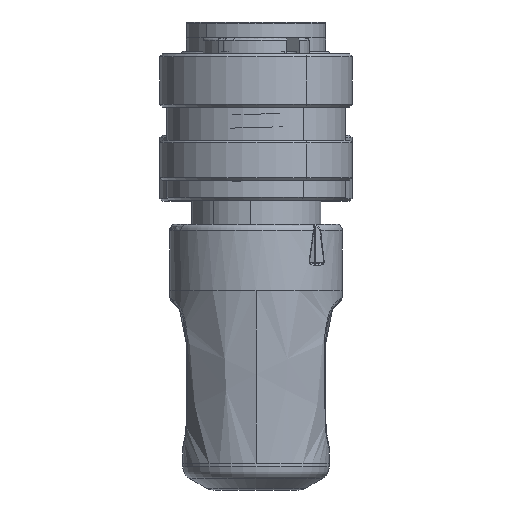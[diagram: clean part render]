
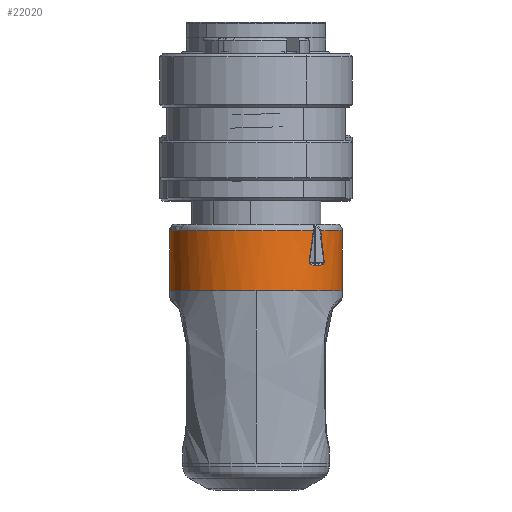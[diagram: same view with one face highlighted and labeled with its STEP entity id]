
A CAD part, left-side view. The second image highlights one B-rep face of the part: STEP entity #22020.
In plain terms, the highlighted cylindrical face has radius 6.5 mm (diameter 13 mm), a partial arc.
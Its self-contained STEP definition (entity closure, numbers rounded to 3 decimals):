
#342 = DIRECTION ( 'NONE',  ( 0., 0., -1. ) ) ;
#943 = CARTESIAN_POINT ( 'NONE',  ( 3.1, 4.469, -4.72 ) ) ;
#961 = EDGE_CURVE ( 'NONE', #30372, #26516, #33482, .T. ) ;
#1224 = CIRCLE ( 'NONE', #9208, 6.5 ) ;
#1307 = CARTESIAN_POINT ( 'NONE',  ( 2.99, 5.099, -4.032 ) ) ;
#1386 = CIRCLE ( 'NONE', #22922, 6.5 ) ;
#1624 = EDGE_CURVE ( 'NONE', #37235, #36964, #4573, .T. ) ;
#2992 = VERTEX_POINT ( 'NONE', #11322 ) ;
#3082 = CARTESIAN_POINT ( 'NONE',  ( 0.5, 0., 6.5 ) ) ;
#3137 = DIRECTION ( 'NONE',  ( 0., 0., -1. ) ) ;
#3361 = ORIENTED_EDGE ( 'NONE', *, *, #17799, .T. ) ;
#3404 = CARTESIAN_POINT ( 'NONE',  ( 3.1, 4.469, -4.72 ) ) ;
#3452 = CARTESIAN_POINT ( 'NONE',  ( 0.5, 4.864, -4.312 ) ) ;
#3610 = ORIENTED_EDGE ( 'NONE', *, *, #31614, .T. ) ;
#4319 = B_SPLINE_CURVE_WITH_KNOTS ( 'NONE', 3,
 ( #7577, #8145, #37338, #10655, #10468, #10834 ),
 .UNSPECIFIED., .F., .F.,
 ( 4, 2, 4 ),
 ( 0., 0.001, 0.002 ),
 .UNSPECIFIED. ) ;
#4543 = ORIENTED_EDGE ( 'NONE', *, *, #12004, .T. ) ;
#4573 = LINE ( 'NONE', #8043, #36200 ) ;
#5366 = FACE_OUTER_BOUND ( 'NONE', #16913, .T. ) ;
#5720 = B_SPLINE_CURVE_WITH_KNOTS ( 'NONE', 3,
 ( #24052, #12856, #30331, #18450, #15188, #6330, #1307, #20987, #9790, #33048 ),
 .UNSPECIFIED., .F., .F.,
 ( 4, 2, 2, 2, 4 ),
 ( 0., 0., 0.001, 0.001, 0.001 ),
 .UNSPECIFIED. ) ;
#6330 = CARTESIAN_POINT ( 'NONE',  ( 3.006, 5.082, -4.052 ) ) ;
#7108 = CARTESIAN_POINT ( 'NONE',  ( 0.897, 4.916, -4.253 ) ) ;
#7507 = CARTESIAN_POINT ( 'NONE',  ( 0.5, 4.307, -4.868 ) ) ;
#7577 = CARTESIAN_POINT ( 'NONE',  ( 0.5, 4.307, -4.868 ) ) ;
#8043 = CARTESIAN_POINT ( 'NONE',  ( 0., 0., -6.5 ) ) ;
#8145 = CARTESIAN_POINT ( 'NONE',  ( 0.896, 4.246, -4.923 ) ) ;
#8260 = DIRECTION ( 'NONE',  ( 0., 0., 1. ) ) ;
#8343 = CIRCLE ( 'NONE', #33498, 6.5 ) ;
#8407 = VERTEX_POINT ( 'NONE', #30379 ) ;
#8497 = CARTESIAN_POINT ( 'NONE',  ( 2.889, 5.133, -3.988 ) ) ;
#8590 = CARTESIAN_POINT ( 'NONE',  ( 5., 6.5, 0. ) ) ;
#8681 = EDGE_CURVE ( 'NONE', #8407, #24551, #5720, .T. ) ;
#9208 = AXIS2_PLACEMENT_3D ( 'NONE', #14857, #21412, #35402 ) ;
#9790 = CARTESIAN_POINT ( 'NONE',  ( 2.92, 5.136, -3.984 ) ) ;
#9913 = EDGE_CURVE ( 'NONE', #2992, #26516, #8343, .T. ) ;
#10010 = CARTESIAN_POINT ( 'NONE',  ( 2.889, 5.133, -3.988 ) ) ;
#10141 = CARTESIAN_POINT ( 'NONE',  ( 2.89, 3.987, -5.134 ) ) ;
#10196 = CARTESIAN_POINT ( 'NONE',  ( 2.489, 5.097, -4.034 ) ) ;
#10468 = CARTESIAN_POINT ( 'NONE',  ( 2.489, 4.03, -5.1 ) ) ;
#10655 = CARTESIAN_POINT ( 'NONE',  ( 2.09, 4.079, -5.062 ) ) ;
#10834 = CARTESIAN_POINT ( 'NONE',  ( 2.89, 3.987, -5.134 ) ) ;
#11258 = CARTESIAN_POINT ( 'NONE',  ( 5., 0., -6.5 ) ) ;
#11322 = CARTESIAN_POINT ( 'NONE',  ( 0.5, 4.864, -4.312 ) ) ;
#11488 = AXIS2_PLACEMENT_3D ( 'NONE', #34612, #28836, #23121 ) ;
#11899 = CARTESIAN_POINT ( 'NONE',  ( 2.92, 3.984, -5.136 ) ) ;
#12004 = EDGE_CURVE ( 'NONE', #30372, #22517, #24327, .T. ) ;
#12845 = AXIS2_PLACEMENT_3D ( 'NONE', #29001, #32260, #8260 ) ;
#12856 = CARTESIAN_POINT ( 'NONE',  ( 3.1, 4.802, -4.383 ) ) ;
#13508 = ORIENTED_EDGE ( 'NONE', *, *, #26910, .T. ) ;
#13553 = VERTEX_POINT ( 'NONE', #10141 ) ;
#14201 = CARTESIAN_POINT ( 'NONE',  ( 0.5, 0., 0. ) ) ;
#14696 = CIRCLE ( 'NONE', #12845, 6.5 ) ;
#14787 = CARTESIAN_POINT ( 'NONE',  ( 3.044, 4.116, -5.031 ) ) ;
#14857 = CARTESIAN_POINT ( 'NONE',  ( 5., 0., 0. ) ) ;
#15188 = CARTESIAN_POINT ( 'NONE',  ( 3.044, 5.031, -4.116 ) ) ;
#16548 = VECTOR ( 'NONE', #18502, 1000. ) ;
#16748 = DIRECTION ( 'NONE',  ( -1., 0., 0. ) ) ;
#16913 = EDGE_LOOP ( 'NONE', ( #4543, #13508, #22342, #22486, #3610, #3361, #27640, #27706, #21349, #37404, #23789 ) ) ;
#17799 = EDGE_CURVE ( 'NONE', #13553, #32471, #32783, .T. ) ;
#18233 = CARTESIAN_POINT ( 'NONE',  ( 3.059, 4.16, -4.995 ) ) ;
#18450 = CARTESIAN_POINT ( 'NONE',  ( 3.059, 4.994, -4.161 ) ) ;
#18502 = DIRECTION ( 'NONE',  ( -1., 0., 0. ) ) ;
#18611 = CARTESIAN_POINT ( 'NONE',  ( 2.949, 3.997, -5.126 ) ) ;
#20965 = CARTESIAN_POINT ( 'NONE',  ( 3.006, 4.052, -5.083 ) ) ;
#20987 = CARTESIAN_POINT ( 'NONE',  ( 2.949, 5.125, -3.998 ) ) ;
#21349 = ORIENTED_EDGE ( 'NONE', *, *, #25791, .T. ) ;
#21412 = DIRECTION ( 'NONE',  ( -1., 0., 0. ) ) ;
#22020 = ADVANCED_FACE ( 'NONE', ( #5366 ), #37286, .T. ) ;
#22135 = B_SPLINE_CURVE_WITH_KNOTS ( 'NONE', 3,
 ( #10010, #10196, #30365, #33458, #7108, #3452 ),
 .UNSPECIFIED., .F., .F.,
 ( 4, 2, 4 ),
 ( 0., 0.001, 0.002 ),
 .UNSPECIFIED. ) ;
#22342 = ORIENTED_EDGE ( 'NONE', *, *, #1624, .T. ) ;
#22486 = ORIENTED_EDGE ( 'NONE', *, *, #33577, .T. ) ;
#22497 = AXIS2_PLACEMENT_3D ( 'NONE', #37470, #16748, #37276 ) ;
#22517 = VERTEX_POINT ( 'NONE', #8590 ) ;
#22922 = AXIS2_PLACEMENT_3D ( 'NONE', #14201, #26529, #342 ) ;
#23121 = DIRECTION ( 'NONE',  ( 0., 0., 1. ) ) ;
#23789 = ORIENTED_EDGE ( 'NONE', *, *, #961, .F. ) ;
#23958 = DIRECTION ( 'NONE',  ( 1., 0., 0. ) ) ;
#24052 = CARTESIAN_POINT ( 'NONE',  ( 3.1, 4.72, -4.469 ) ) ;
#24110 = CARTESIAN_POINT ( 'NONE',  ( 0., 0., 6.5 ) ) ;
#24214 = CARTESIAN_POINT ( 'NONE',  ( 2.991, 4.031, -5.099 ) ) ;
#24327 = CIRCLE ( 'NONE', #22497, 6.5 ) ;
#24551 = VERTEX_POINT ( 'NONE', #8497 ) ;
#25190 = DIRECTION ( 'NONE',  ( -1., 0., 0. ) ) ;
#25791 = EDGE_CURVE ( 'NONE', #24551, #2992, #22135, .T. ) ;
#25967 = EDGE_CURVE ( 'NONE', #32471, #8407, #14696, .T. ) ;
#26516 = VERTEX_POINT ( 'NONE', #3082 ) ;
#26529 = DIRECTION ( 'NONE',  ( 1., 0., 0. ) ) ;
#26718 = VERTEX_POINT ( 'NONE', #7507 ) ;
#26910 = EDGE_CURVE ( 'NONE', #22517, #37235, #1224, .T. ) ;
#27266 = CARTESIAN_POINT ( 'NONE',  ( 5., 0., 6.5 ) ) ;
#27640 = ORIENTED_EDGE ( 'NONE', *, *, #25967, .T. ) ;
#27706 = ORIENTED_EDGE ( 'NONE', *, *, #8681, .T. ) ;
#28836 = DIRECTION ( 'NONE',  ( -1., 0., 0. ) ) ;
#29001 = CARTESIAN_POINT ( 'NONE',  ( 3.1, 0., 0. ) ) ;
#29677 = CARTESIAN_POINT ( 'NONE',  ( 0.5, 0., 0. ) ) ;
#30331 = CARTESIAN_POINT ( 'NONE',  ( 3.093, 4.881, -4.294 ) ) ;
#30365 = CARTESIAN_POINT ( 'NONE',  ( 2.09, 5.057, -4.085 ) ) ;
#30372 = VERTEX_POINT ( 'NONE', #27266 ) ;
#30379 = CARTESIAN_POINT ( 'NONE',  ( 3.1, 4.72, -4.469 ) ) ;
#31614 = EDGE_CURVE ( 'NONE', #26718, #13553, #4319, .T. ) ;
#32260 = DIRECTION ( 'NONE',  ( 1., 0., 0. ) ) ;
#32471 = VERTEX_POINT ( 'NONE', #943 ) ;
#32645 = CARTESIAN_POINT ( 'NONE',  ( 2.89, 3.987, -5.134 ) ) ;
#32783 = B_SPLINE_CURVE_WITH_KNOTS ( 'NONE', 3,
 ( #32645, #11899, #18611, #24214, #20965, #14787, #18233, #32836, #33213, #3404 ),
 .UNSPECIFIED., .F., .F.,
 ( 4, 2, 2, 2, 4 ),
 ( 0., 0., 0., 0., 0.001 ),
 .UNSPECIFIED. ) ;
#32836 = CARTESIAN_POINT ( 'NONE',  ( 3.093, 4.293, -4.882 ) ) ;
#33048 = CARTESIAN_POINT ( 'NONE',  ( 2.889, 5.133, -3.988 ) ) ;
#33213 = CARTESIAN_POINT ( 'NONE',  ( 3.1, 4.382, -4.802 ) ) ;
#33458 = CARTESIAN_POINT ( 'NONE',  ( 1.294, 4.966, -4.194 ) ) ;
#33482 = LINE ( 'NONE', #24110, #16548 ) ;
#33498 = AXIS2_PLACEMENT_3D ( 'NONE', #29677, #23958, #3137 ) ;
#33577 = EDGE_CURVE ( 'NONE', #36964, #26718, #1386, .T. ) ;
#34612 = CARTESIAN_POINT ( 'NONE',  ( 0., 0., 0. ) ) ;
#35309 = CARTESIAN_POINT ( 'NONE',  ( 0.5, 0., -6.5 ) ) ;
#35402 = DIRECTION ( 'NONE',  ( 0., 0., 1. ) ) ;
#36200 = VECTOR ( 'NONE', #25190, 1000. ) ;
#36964 = VERTEX_POINT ( 'NONE', #35309 ) ;
#37235 = VERTEX_POINT ( 'NONE', #11258 ) ;
#37276 = DIRECTION ( 'NONE',  ( 0., 0., 1. ) ) ;
#37286 = CYLINDRICAL_SURFACE ( 'NONE', #11488, 6.5 ) ;
#37338 = CARTESIAN_POINT ( 'NONE',  ( 1.293, 4.186, -4.973 ) ) ;
#37404 = ORIENTED_EDGE ( 'NONE', *, *, #9913, .T. ) ;
#37470 = CARTESIAN_POINT ( 'NONE',  ( 5., 0., 0. ) ) ;
